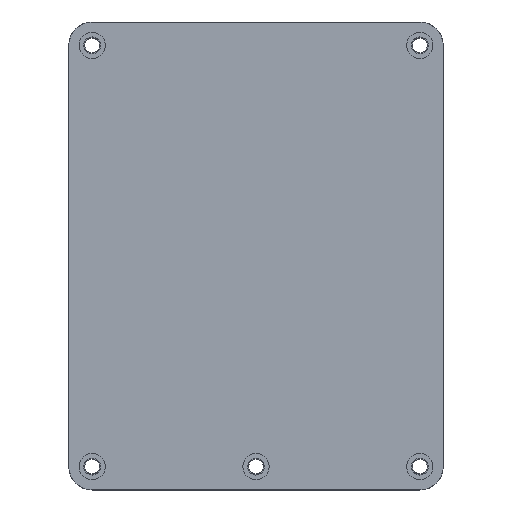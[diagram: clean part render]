
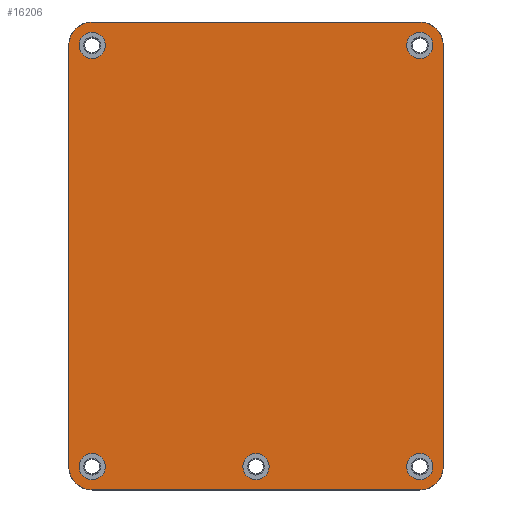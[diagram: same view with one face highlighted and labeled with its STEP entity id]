
A CAD part, top view. The second image highlights one B-rep face of the part: STEP entity #16206.
In plain terms, the highlighted planar face has unit normal (0, 0, 1).
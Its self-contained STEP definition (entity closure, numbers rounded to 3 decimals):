
#16206 = ADVANCED_FACE('',(#16207,#16341,#16352,#16363,#16374,#16385),
  #16396,.T.);
#16207 = FACE_BOUND('',#16208,.F.);
#16208 = EDGE_LOOP('',(#16209,#16220,#16228,#16236,#16244,#16253,#16261,
    #16269,#16277,#16286,#16294,#16302,#16310,#16319,#16327,#16335));
#16209 = ORIENTED_EDGE('',*,*,#16210,.T.);
#16210 = EDGE_CURVE('',#16211,#16213,#16215,.T.);
#16211 = VERTEX_POINT('',#16212);
#16212 = CARTESIAN_POINT('',(0.002,-4.782,1.56));
#16213 = VERTEX_POINT('',#16214);
#16214 = CARTESIAN_POINT('',(4.782,-0.002,1.56));
#16215 = CIRCLE('',#16216,5.002);
#16216 = AXIS2_PLACEMENT_3D('',#16217,#16218,#16219);
#16217 = CARTESIAN_POINT('',(5.,-5.,1.56));
#16218 = DIRECTION('',(0.,0.,-1.));
#16219 = DIRECTION('',(-0.999,0.044,0.));
#16220 = ORIENTED_EDGE('',*,*,#16221,.T.);
#16221 = EDGE_CURVE('',#16213,#16222,#16224,.T.);
#16222 = VERTEX_POINT('',#16223);
#16223 = CARTESIAN_POINT('',(5.,-0.,1.56));
#16224 = LINE('',#16225,#16226);
#16225 = CARTESIAN_POINT('',(4.782,-0.002,1.56));
#16226 = VECTOR('',#16227,1.);
#16227 = DIRECTION('',(1.,0.011,0.));
#16228 = ORIENTED_EDGE('',*,*,#16229,.T.);
#16229 = EDGE_CURVE('',#16222,#16230,#16232,.T.);
#16230 = VERTEX_POINT('',#16231);
#16231 = CARTESIAN_POINT('',(75.,-0.,1.56));
#16232 = LINE('',#16233,#16234);
#16233 = CARTESIAN_POINT('',(5.,-0.,1.56));
#16234 = VECTOR('',#16235,1.);
#16235 = DIRECTION('',(1.,0.,0.));
#16236 = ORIENTED_EDGE('',*,*,#16237,.T.);
#16237 = EDGE_CURVE('',#16230,#16238,#16240,.T.);
#16238 = VERTEX_POINT('',#16239);
#16239 = CARTESIAN_POINT('',(75.218,-0.002,1.56));
#16240 = LINE('',#16241,#16242);
#16241 = CARTESIAN_POINT('',(75.,-0.,1.56));
#16242 = VECTOR('',#16243,1.);
#16243 = DIRECTION('',(1.,-0.011,0.));
#16244 = ORIENTED_EDGE('',*,*,#16245,.T.);
#16245 = EDGE_CURVE('',#16238,#16246,#16248,.T.);
#16246 = VERTEX_POINT('',#16247);
#16247 = CARTESIAN_POINT('',(79.998,-4.782,1.56));
#16248 = CIRCLE('',#16249,5.002);
#16249 = AXIS2_PLACEMENT_3D('',#16250,#16251,#16252);
#16250 = CARTESIAN_POINT('',(75.,-5.,1.56));
#16251 = DIRECTION('',(0.,0.,-1.));
#16252 = DIRECTION('',(0.044,0.999,0.));
#16253 = ORIENTED_EDGE('',*,*,#16254,.T.);
#16254 = EDGE_CURVE('',#16246,#16255,#16257,.T.);
#16255 = VERTEX_POINT('',#16256);
#16256 = CARTESIAN_POINT('',(80.,-5.,1.56));
#16257 = LINE('',#16258,#16259);
#16258 = CARTESIAN_POINT('',(79.998,-4.782,1.56));
#16259 = VECTOR('',#16260,1.);
#16260 = DIRECTION('',(0.011,-1.,0.));
#16261 = ORIENTED_EDGE('',*,*,#16262,.T.);
#16262 = EDGE_CURVE('',#16255,#16263,#16265,.T.);
#16263 = VERTEX_POINT('',#16264);
#16264 = CARTESIAN_POINT('',(80.,-95.,1.56));
#16265 = LINE('',#16266,#16267);
#16266 = CARTESIAN_POINT('',(80.,-5.,1.56));
#16267 = VECTOR('',#16268,1.);
#16268 = DIRECTION('',(0.,-1.,0.));
#16269 = ORIENTED_EDGE('',*,*,#16270,.T.);
#16270 = EDGE_CURVE('',#16263,#16271,#16273,.T.);
#16271 = VERTEX_POINT('',#16272);
#16272 = CARTESIAN_POINT('',(79.998,-95.218,1.56));
#16273 = LINE('',#16274,#16275);
#16274 = CARTESIAN_POINT('',(80.,-95.,1.56));
#16275 = VECTOR('',#16276,1.);
#16276 = DIRECTION('',(-0.011,-1.,0.));
#16277 = ORIENTED_EDGE('',*,*,#16278,.T.);
#16278 = EDGE_CURVE('',#16271,#16279,#16281,.T.);
#16279 = VERTEX_POINT('',#16280);
#16280 = CARTESIAN_POINT('',(75.218,-99.998,1.56));
#16281 = CIRCLE('',#16282,5.002);
#16282 = AXIS2_PLACEMENT_3D('',#16283,#16284,#16285);
#16283 = CARTESIAN_POINT('',(75.,-95.,1.56));
#16284 = DIRECTION('',(0.,0.,-1.));
#16285 = DIRECTION('',(0.999,-0.044,0.));
#16286 = ORIENTED_EDGE('',*,*,#16287,.T.);
#16287 = EDGE_CURVE('',#16279,#16288,#16290,.T.);
#16288 = VERTEX_POINT('',#16289);
#16289 = CARTESIAN_POINT('',(75.,-100.,1.56));
#16290 = LINE('',#16291,#16292);
#16291 = CARTESIAN_POINT('',(75.218,-99.998,1.56));
#16292 = VECTOR('',#16293,1.);
#16293 = DIRECTION('',(-1.,-0.011,0.));
#16294 = ORIENTED_EDGE('',*,*,#16295,.T.);
#16295 = EDGE_CURVE('',#16288,#16296,#16298,.T.);
#16296 = VERTEX_POINT('',#16297);
#16297 = CARTESIAN_POINT('',(5.,-100.,1.56));
#16298 = LINE('',#16299,#16300);
#16299 = CARTESIAN_POINT('',(75.,-100.,1.56));
#16300 = VECTOR('',#16301,1.);
#16301 = DIRECTION('',(-1.,0.,0.));
#16302 = ORIENTED_EDGE('',*,*,#16303,.T.);
#16303 = EDGE_CURVE('',#16296,#16304,#16306,.T.);
#16304 = VERTEX_POINT('',#16305);
#16305 = CARTESIAN_POINT('',(4.782,-99.998,1.56));
#16306 = LINE('',#16307,#16308);
#16307 = CARTESIAN_POINT('',(5.,-100.,1.56));
#16308 = VECTOR('',#16309,1.);
#16309 = DIRECTION('',(-1.,0.011,0.));
#16310 = ORIENTED_EDGE('',*,*,#16311,.T.);
#16311 = EDGE_CURVE('',#16304,#16312,#16314,.T.);
#16312 = VERTEX_POINT('',#16313);
#16313 = CARTESIAN_POINT('',(0.002,-95.218,1.56));
#16314 = CIRCLE('',#16315,5.002);
#16315 = AXIS2_PLACEMENT_3D('',#16316,#16317,#16318);
#16316 = CARTESIAN_POINT('',(5.,-95.,1.56));
#16317 = DIRECTION('',(0.,0.,-1.));
#16318 = DIRECTION('',(-0.044,-0.999,-0.));
#16319 = ORIENTED_EDGE('',*,*,#16320,.T.);
#16320 = EDGE_CURVE('',#16312,#16321,#16323,.T.);
#16321 = VERTEX_POINT('',#16322);
#16322 = CARTESIAN_POINT('',(0.,-95.,1.56));
#16323 = LINE('',#16324,#16325);
#16324 = CARTESIAN_POINT('',(0.002,-95.218,1.56));
#16325 = VECTOR('',#16326,1.);
#16326 = DIRECTION('',(-0.011,1.,0.));
#16327 = ORIENTED_EDGE('',*,*,#16328,.T.);
#16328 = EDGE_CURVE('',#16321,#16329,#16331,.T.);
#16329 = VERTEX_POINT('',#16330);
#16330 = CARTESIAN_POINT('',(0.,-5.,1.56));
#16331 = LINE('',#16332,#16333);
#16332 = CARTESIAN_POINT('',(0.,-95.,1.56));
#16333 = VECTOR('',#16334,1.);
#16334 = DIRECTION('',(0.,1.,0.));
#16335 = ORIENTED_EDGE('',*,*,#16336,.T.);
#16336 = EDGE_CURVE('',#16329,#16211,#16337,.T.);
#16337 = LINE('',#16338,#16339);
#16338 = CARTESIAN_POINT('',(0.,-5.,1.56));
#16339 = VECTOR('',#16340,1.);
#16340 = DIRECTION('',(0.011,1.,0.));
#16341 = FACE_BOUND('',#16342,.F.);
#16342 = EDGE_LOOP('',(#16343));
#16343 = ORIENTED_EDGE('',*,*,#16344,.T.);
#16344 = EDGE_CURVE('',#16345,#16345,#16347,.T.);
#16345 = VERTEX_POINT('',#16346);
#16346 = CARTESIAN_POINT('',(7.8,-95.,1.56));
#16347 = CIRCLE('',#16348,2.8);
#16348 = AXIS2_PLACEMENT_3D('',#16349,#16350,#16351);
#16349 = CARTESIAN_POINT('',(5.,-95.,1.56));
#16350 = DIRECTION('',(0.,0.,1.));
#16351 = DIRECTION('',(1.,0.,-0.));
#16352 = FACE_BOUND('',#16353,.F.);
#16353 = EDGE_LOOP('',(#16354));
#16354 = ORIENTED_EDGE('',*,*,#16355,.T.);
#16355 = EDGE_CURVE('',#16356,#16356,#16358,.T.);
#16356 = VERTEX_POINT('',#16357);
#16357 = CARTESIAN_POINT('',(42.8,-95.,1.56));
#16358 = CIRCLE('',#16359,2.8);
#16359 = AXIS2_PLACEMENT_3D('',#16360,#16361,#16362);
#16360 = CARTESIAN_POINT('',(40.,-95.,1.56));
#16361 = DIRECTION('',(0.,0.,1.));
#16362 = DIRECTION('',(1.,0.,-0.));
#16363 = FACE_BOUND('',#16364,.F.);
#16364 = EDGE_LOOP('',(#16365));
#16365 = ORIENTED_EDGE('',*,*,#16366,.T.);
#16366 = EDGE_CURVE('',#16367,#16367,#16369,.T.);
#16367 = VERTEX_POINT('',#16368);
#16368 = CARTESIAN_POINT('',(77.8,-95.,1.56));
#16369 = CIRCLE('',#16370,2.8);
#16370 = AXIS2_PLACEMENT_3D('',#16371,#16372,#16373);
#16371 = CARTESIAN_POINT('',(75.,-95.,1.56));
#16372 = DIRECTION('',(0.,0.,1.));
#16373 = DIRECTION('',(1.,0.,-0.));
#16374 = FACE_BOUND('',#16375,.F.);
#16375 = EDGE_LOOP('',(#16376));
#16376 = ORIENTED_EDGE('',*,*,#16377,.T.);
#16377 = EDGE_CURVE('',#16378,#16378,#16380,.T.);
#16378 = VERTEX_POINT('',#16379);
#16379 = CARTESIAN_POINT('',(7.8,-5.,1.56));
#16380 = CIRCLE('',#16381,2.8);
#16381 = AXIS2_PLACEMENT_3D('',#16382,#16383,#16384);
#16382 = CARTESIAN_POINT('',(5.,-5.,1.56));
#16383 = DIRECTION('',(0.,0.,1.));
#16384 = DIRECTION('',(1.,0.,-0.));
#16385 = FACE_BOUND('',#16386,.F.);
#16386 = EDGE_LOOP('',(#16387));
#16387 = ORIENTED_EDGE('',*,*,#16388,.T.);
#16388 = EDGE_CURVE('',#16389,#16389,#16391,.T.);
#16389 = VERTEX_POINT('',#16390);
#16390 = CARTESIAN_POINT('',(77.8,-5.,1.56));
#16391 = CIRCLE('',#16392,2.8);
#16392 = AXIS2_PLACEMENT_3D('',#16393,#16394,#16395);
#16393 = CARTESIAN_POINT('',(75.,-5.,1.56));
#16394 = DIRECTION('',(0.,0.,1.));
#16395 = DIRECTION('',(1.,0.,-0.));
#16396 = PLANE('',#16397);
#16397 = AXIS2_PLACEMENT_3D('',#16398,#16399,#16400);
#16398 = CARTESIAN_POINT('',(0.,0.,1.56));
#16399 = DIRECTION('',(0.,0.,1.));
#16400 = DIRECTION('',(1.,0.,-0.));
